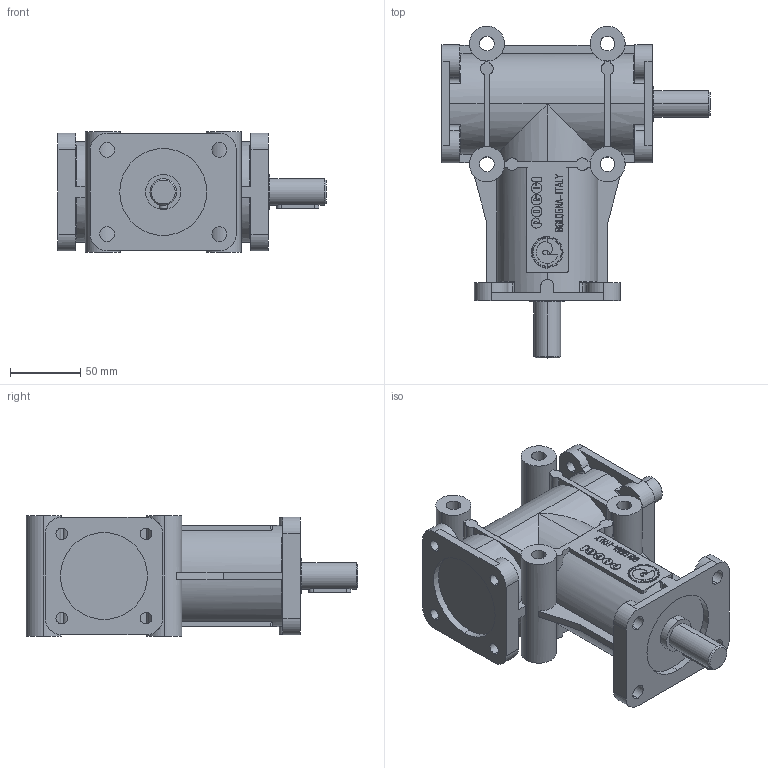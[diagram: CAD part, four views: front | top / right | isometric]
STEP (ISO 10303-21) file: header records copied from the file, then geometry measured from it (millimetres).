
FILE_DESCRIPTION(('STEP AP214'),'1');
FILE_NAME('182030122.stp','2017-10-10T10:47:37',('TraceParts'),('TraceParts S.A.'),'Spatial InterOp 3D',' ',' ');
FILE_SCHEMA(('automotive_design'));
Length unit declared in the file: millimetre
Products named in the file (1): 182030122
Bounding box: 191 x 236.5 x 86 mm (x, y, z)
Volume: 1295822.3 mm3; surface area: 144397.8 mm2
Topology: 1 solids, 1 shells, 983 faces, 2752 edges, 1840 vertices
Faces by surface type: plane 445, extrusion 346, cylinder 176, torus 12, cone 4
Entity records: 58648 total; most frequent: CARTESIAN_POINT 27068, ORIENTED_EDGE 5504, DIRECTION 3710, EDGE_CURVE 2752, VERTEX_POINT 1840, VECTOR 1606, B_SPLINE_CURVE_WITH_KNOTS 1424, LINE 1260
